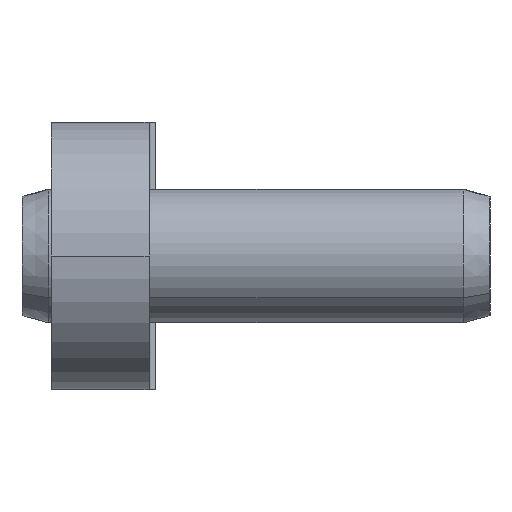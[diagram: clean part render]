
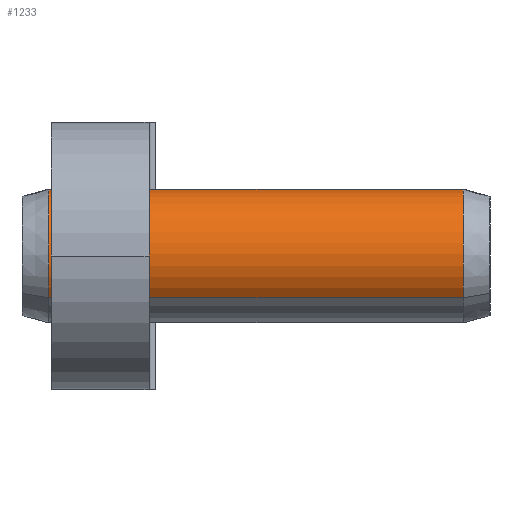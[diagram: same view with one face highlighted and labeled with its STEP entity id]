
A CAD part, left-side view. The second image highlights one B-rep face of the part: STEP entity #1233.
In plain terms, the highlighted cylindrical face has radius 5 mm (diameter 10 mm), a partial arc.
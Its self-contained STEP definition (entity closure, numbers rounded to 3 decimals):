
#15 = LINE ( 'NONE', #162, #1332 ) ;
#39 = AXIS2_PLACEMENT_3D ( 'NONE', #1077, #53, #786 ) ;
#53 = DIRECTION ( 'NONE',  ( -1., 0., 0. ) ) ;
#62 = EDGE_CURVE ( 'NONE', #1091, #773, #235, .T. ) ;
#84 = FACE_OUTER_BOUND ( 'NONE', #1098, .T. ) ;
#85 = AXIS2_PLACEMENT_3D ( 'NONE', #1183, #588, #387 ) ;
#98 = CARTESIAN_POINT ( 'NONE',  ( 2., 0., 5. ) ) ;
#108 = ORIENTED_EDGE ( 'NONE', *, *, #552, .T. ) ;
#146 = CARTESIAN_POINT ( 'NONE',  ( 33., 0., 0. ) ) ;
#151 = ORIENTED_EDGE ( 'NONE', *, *, #1293, .F. ) ;
#162 = CARTESIAN_POINT ( 'NONE',  ( -6.35, 0., -5. ) ) ;
#235 = LINE ( 'NONE', #775, #479 ) ;
#342 = EDGE_CURVE ( 'NONE', #1170, #773, #715, .T. ) ;
#348 = CARTESIAN_POINT ( 'NONE',  ( 2., 0., -5. ) ) ;
#373 = CYLINDRICAL_SURFACE ( 'NONE', #85, 5. ) ;
#387 = DIRECTION ( 'NONE',  ( 0., 0., 1. ) ) ;
#415 = ORIENTED_EDGE ( 'NONE', *, *, #342, .F. ) ;
#453 = CARTESIAN_POINT ( 'NONE',  ( 33., 0., 5. ) ) ;
#462 = DIRECTION ( 'NONE',  ( -1., 0., 0. ) ) ;
#479 = VECTOR ( 'NONE', #787, 1000. ) ;
#552 = EDGE_CURVE ( 'NONE', #982, #1091, #656, .T. ) ;
#588 = DIRECTION ( 'NONE',  ( -1., 0., 0. ) ) ;
#656 = CIRCLE ( 'NONE', #763, 5. ) ;
#715 = CIRCLE ( 'NONE', #39, 5. ) ;
#763 = AXIS2_PLACEMENT_3D ( 'NONE', #146, #462, #770 ) ;
#770 = DIRECTION ( 'NONE',  ( 0., 0., 1. ) ) ;
#773 = VERTEX_POINT ( 'NONE', #98 ) ;
#775 = CARTESIAN_POINT ( 'NONE',  ( -6.35, 0., 5. ) ) ;
#786 = DIRECTION ( 'NONE',  ( 0., 0., 1. ) ) ;
#787 = DIRECTION ( 'NONE',  ( -1., 0., 0. ) ) ;
#982 = VERTEX_POINT ( 'NONE', #1036 ) ;
#988 = DIRECTION ( 'NONE',  ( -1., 0., 0. ) ) ;
#1036 = CARTESIAN_POINT ( 'NONE',  ( 33., 0., -5. ) ) ;
#1077 = CARTESIAN_POINT ( 'NONE',  ( 2., 0., 0. ) ) ;
#1091 = VERTEX_POINT ( 'NONE', #453 ) ;
#1098 = EDGE_LOOP ( 'NONE', ( #151, #108, #1246, #415 ) ) ;
#1170 = VERTEX_POINT ( 'NONE', #348 ) ;
#1183 = CARTESIAN_POINT ( 'NONE',  ( -6.35, 0., 0. ) ) ;
#1233 = ADVANCED_FACE ( 'NONE', ( #84 ), #373, .T. ) ;
#1246 = ORIENTED_EDGE ( 'NONE', *, *, #62, .T. ) ;
#1293 = EDGE_CURVE ( 'NONE', #982, #1170, #15, .T. ) ;
#1332 = VECTOR ( 'NONE', #988, 1000. ) ;
